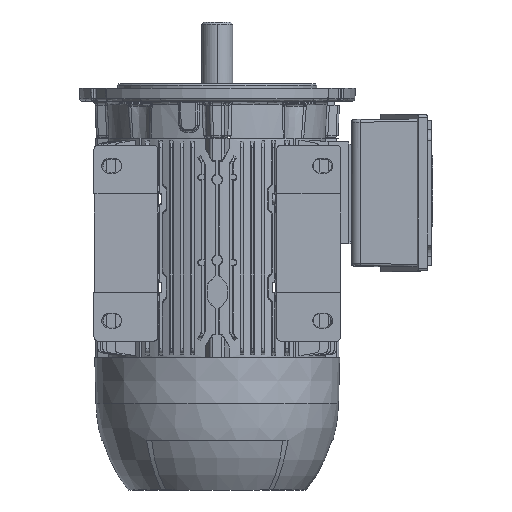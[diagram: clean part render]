
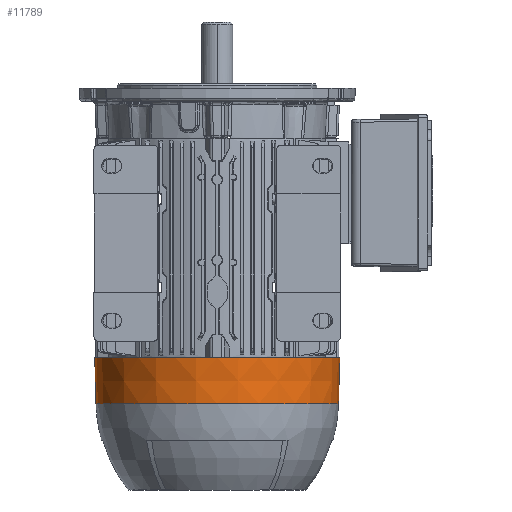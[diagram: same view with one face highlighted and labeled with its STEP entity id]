
A CAD part, front view. The second image highlights one B-rep face of the part: STEP entity #11789.
In plain terms, the highlighted conical face has half-angle 1.5 degrees and reference radius 110.35 mm.
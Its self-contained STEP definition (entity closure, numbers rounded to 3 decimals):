
#400 = VERTEX_POINT ( 'NONE', #31894 ) ;
#2843 = FACE_OUTER_BOUND ( 'NONE', #34839, .T. ) ;
#3587 = CARTESIAN_POINT ( 'NONE',  ( 0., 0., -183.2 ) ) ;
#5795 = VERTEX_POINT ( 'NONE', #52563 ) ;
#8390 = DIRECTION ( 'NONE',  ( -0.026, 0., 1. ) ) ;
#11789 = ADVANCED_FACE ( 'NONE', ( #2843 ), #65772, .T. ) ;
#13556 = AXIS2_PLACEMENT_3D ( 'NONE', #62429, #20644, #43969 ) ;
#16050 = EDGE_CURVE ( 'NONE', #54075, #5795, #70789, .T. ) ;
#17428 = AXIS2_PLACEMENT_3D ( 'NONE', #3587, #20957, #66927 ) ;
#20644 = DIRECTION ( 'NONE',  ( 0., 0., 1. ) ) ;
#20957 = DIRECTION ( 'NONE',  ( 0., 0., 1. ) ) ;
#23189 = CIRCLE ( 'NONE', #13556, 109.669 ) ;
#24293 = CARTESIAN_POINT ( 'NONE',  ( -110.761, 0., -167.5 ) ) ;
#25724 = CARTESIAN_POINT ( 'NONE',  ( 0., 0., -167.5 ) ) ;
#31894 = CARTESIAN_POINT ( 'NONE',  ( 109.669, 0., -209.2 ) ) ;
#32895 = VECTOR ( 'NONE', #8390, 1000. ) ;
#34839 = EDGE_LOOP ( 'NONE', ( #41220, #35554, #48359, #57734 ) ) ;
#35554 = ORIENTED_EDGE ( 'NONE', *, *, #37888, .T. ) ;
#37888 = EDGE_CURVE ( 'NONE', #53735, #400, #23189, .T. ) ;
#39552 = EDGE_CURVE ( 'NONE', #53735, #54075, #54397, .T. ) ;
#41220 = ORIENTED_EDGE ( 'NONE', *, *, #39552, .F. ) ;
#41693 = CARTESIAN_POINT ( 'NONE',  ( -109.669, 0., -209.2 ) ) ;
#43969 = DIRECTION ( 'NONE',  ( 1., 0., 0. ) ) ;
#44342 = DIRECTION ( 'NONE',  ( 0.026, 0., 1. ) ) ;
#46702 = AXIS2_PLACEMENT_3D ( 'NONE', #25724, #48736, #54769 ) ;
#47331 = VECTOR ( 'NONE', #44342, 1000. ) ;
#48359 = ORIENTED_EDGE ( 'NONE', *, *, #73225, .T. ) ;
#48736 = DIRECTION ( 'NONE',  ( 0., 0., 1. ) ) ;
#52563 = CARTESIAN_POINT ( 'NONE',  ( 110.761, 0., -167.5 ) ) ;
#53735 = VERTEX_POINT ( 'NONE', #41693 ) ;
#54075 = VERTEX_POINT ( 'NONE', #24293 ) ;
#54397 = LINE ( 'NONE', #71741, #32895 ) ;
#54769 = DIRECTION ( 'NONE',  ( 1., 0., 0. ) ) ;
#57734 = ORIENTED_EDGE ( 'NONE', *, *, #16050, .F. ) ;
#61335 = LINE ( 'NONE', #66256, #47331 ) ;
#62429 = CARTESIAN_POINT ( 'NONE',  ( 0., 0., -209.2 ) ) ;
#65772 = CONICAL_SURFACE ( 'NONE', #17428, 110.35, 0.026 ) ;
#66256 = CARTESIAN_POINT ( 'NONE',  ( 110.35, 0., -183.2 ) ) ;
#66927 = DIRECTION ( 'NONE',  ( 1., 0., 0. ) ) ;
#70789 = CIRCLE ( 'NONE', #46702, 110.761 ) ;
#71741 = CARTESIAN_POINT ( 'NONE',  ( -110.35, 0., -183.2 ) ) ;
#73225 = EDGE_CURVE ( 'NONE', #400, #5795, #61335, .T. ) ;
